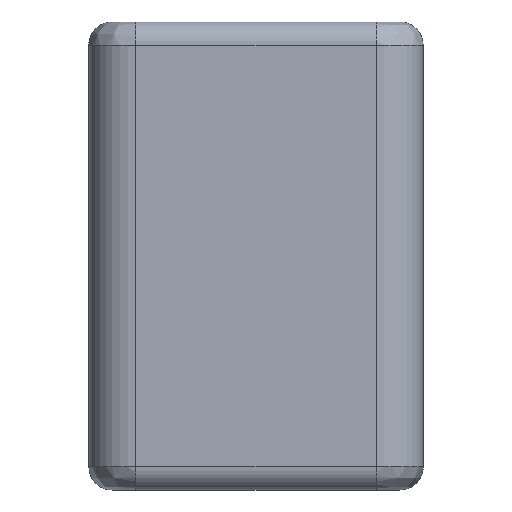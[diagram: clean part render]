
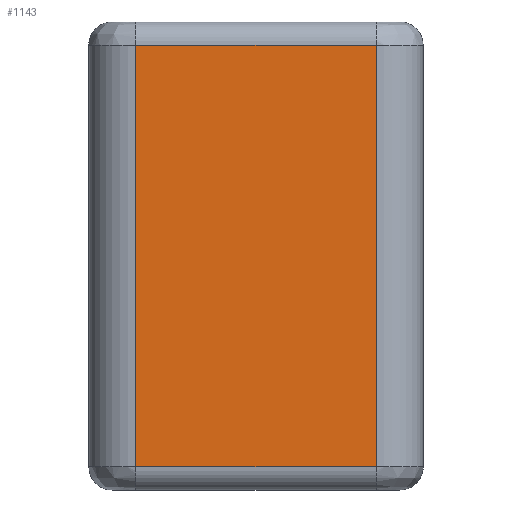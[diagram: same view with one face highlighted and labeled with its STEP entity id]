
A CAD part, front view. The second image highlights one B-rep face of the part: STEP entity #1143.
In plain terms, the highlighted planar face has unit normal (0, -1, 0).
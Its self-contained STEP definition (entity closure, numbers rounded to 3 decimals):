
#289=DIRECTION('',(1.,0.,0.));
#290=VECTOR('',#289,36.);
#291=CARTESIAN_POINT('',(-18.,-12.5,31.5));
#292=LINE('',#291,#290);
#293=DIRECTION('',(0.,0.,-1.));
#294=VECTOR('',#293,63.);
#295=CARTESIAN_POINT('',(18.,-12.5,31.5));
#296=LINE('',#295,#294);
#297=DIRECTION('',(-1.,0.,0.));
#298=VECTOR('',#297,36.);
#299=CARTESIAN_POINT('',(18.,-12.5,-31.5));
#300=LINE('',#299,#298);
#301=DIRECTION('',(0.,0.,-1.));
#302=VECTOR('',#301,63.);
#303=CARTESIAN_POINT('',(-18.,-12.5,31.5));
#304=LINE('',#303,#302);
#441=CARTESIAN_POINT('',(-18.,-12.5,31.5));
#442=CARTESIAN_POINT('',(18.,-12.5,31.5));
#443=VERTEX_POINT('',#441);
#444=VERTEX_POINT('',#442);
#453=CARTESIAN_POINT('',(18.,-12.5,-31.5));
#454=VERTEX_POINT('',#453);
#467=CARTESIAN_POINT('',(-18.,-12.5,-31.5));
#468=VERTEX_POINT('',#467);
#1130=CARTESIAN_POINT('',(-25.,-12.5,-35.));
#1131=DIRECTION('',(0.,-1.,0.));
#1132=DIRECTION('',(1.,0.,0.));
#1133=AXIS2_PLACEMENT_3D('',#1130,#1131,#1132);
#1134=PLANE('',#1133);
#1136=ORIENTED_EDGE('',*,*,#1135,.T.);
#1138=ORIENTED_EDGE('',*,*,#1137,.T.);
#1139=ORIENTED_EDGE('',*,*,#1071,.T.);
#1140=ORIENTED_EDGE('',*,*,#1120,.F.);
#1141=EDGE_LOOP('',(#1136,#1138,#1139,#1140));
#1142=FACE_OUTER_BOUND('',#1141,.F.);
#1143=ADVANCED_FACE('',(#1142),#1134,.T.);
#1071=EDGE_CURVE('',#454,#468,#300,.T.);
#1120=EDGE_CURVE('',#443,#468,#304,.T.);
#1135=EDGE_CURVE('',#443,#444,#292,.T.);
#1137=EDGE_CURVE('',#444,#454,#296,.T.);
